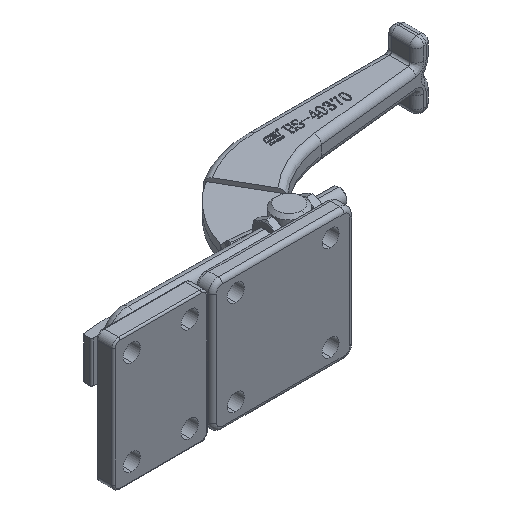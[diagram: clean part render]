
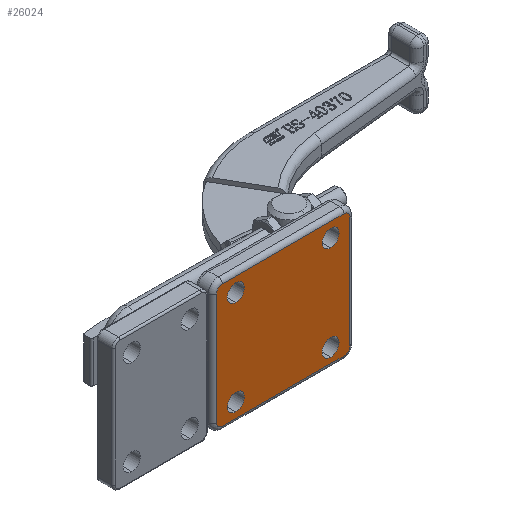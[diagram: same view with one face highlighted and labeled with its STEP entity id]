
A CAD part, isometric view. The second image highlights one B-rep face of the part: STEP entity #26024.
In plain terms, the highlighted planar face has unit normal (0, -1, 0).
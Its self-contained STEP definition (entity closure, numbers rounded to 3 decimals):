
#501 = ORIENTED_EDGE ( 'NONE', *, *, #20981, .F. ) ;
#565 = ORIENTED_EDGE ( 'NONE', *, *, #20922, .F. ) ;
#577 = ORIENTED_EDGE ( 'NONE', *, *, #20930, .T. ) ;
#578 = ORIENTED_EDGE ( 'NONE', *, *, #20931, .T. ) ;
#580 = ORIENTED_EDGE ( 'NONE', *, *, #20920, .F. ) ;
#592 = ORIENTED_EDGE ( 'NONE', *, *, #20985, .F. ) ;
#594 = ORIENTED_EDGE ( 'NONE', *, *, #20989, .F. ) ;
#598 = ORIENTED_EDGE ( 'NONE', *, *, #20921, .F. ) ;
#599 = ORIENTED_EDGE ( 'NONE', *, *, #20992, .F. ) ;
#600 = ORIENTED_EDGE ( 'NONE', *, *, #20925, .T. ) ;
#661 = ORIENTED_EDGE ( 'NONE', *, *, #20926, .T. ) ;
#676 = ORIENTED_EDGE ( 'NONE', *, *, #20924, .T. ) ;
#6361 = DIRECTION ( 'NONE',  ( 0., -1., 0. ) ) ;
#6366 = PLANE ( 'NONE',  #11790 ) ;
#6368 = CARTESIAN_POINT ( 'NONE',  ( 74.765, -10.6, -33.7 ) ) ;
#6370 = DIRECTION ( 'NONE',  ( 0., 0., -1. ) ) ;
#6377 = CARTESIAN_POINT ( 'NONE',  ( -2.235, -10.6, 33.7 ) ) ;
#6382 = CARTESIAN_POINT ( 'NONE',  ( 9.415, -10.6, -23.45 ) ) ;
#6421 = CARTESIAN_POINT ( 'NONE',  ( 9.415, -10.6, 23.45 ) ) ;
#7736 = CARTESIAN_POINT ( 'NONE',  ( 78.265, -10.6, -33.7 ) ) ;
#9340 = CARTESIAN_POINT ( 'NONE',  ( 9.415, -10.6, -33.75 ) ) ;
#9356 = CARTESIAN_POINT ( 'NONE',  ( -2.235, -10.6, -33.7 ) ) ;
#9373 = CARTESIAN_POINT ( 'NONE',  ( 74.765, -10.6, 37.2 ) ) ;
#9381 = CARTESIAN_POINT ( 'NONE',  ( 66.615, -10.6, 23.45 ) ) ;
#9384 = CARTESIAN_POINT ( 'NONE',  ( 66.615, -10.6, -33.75 ) ) ;
#9391 = CARTESIAN_POINT ( 'NONE',  ( 66.615, -10.6, -23.45 ) ) ;
#9434 = CARTESIAN_POINT ( 'NONE',  ( 1.265, -10.6, 37.2 ) ) ;
#9473 = CARTESIAN_POINT ( 'NONE',  ( 74.765, -10.6, -37.2 ) ) ;
#9486 = CARTESIAN_POINT ( 'NONE',  ( 9.415, -10.6, 33.75 ) ) ;
#9504 = CARTESIAN_POINT ( 'NONE',  ( 66.615, -10.6, 33.75 ) ) ;
#9573 = CARTESIAN_POINT ( 'NONE',  ( 78.265, -10.6, 33.7 ) ) ;
#9577 = CARTESIAN_POINT ( 'NONE',  ( 1.265, -10.6, -37.2 ) ) ;
#11790 = AXIS2_PLACEMENT_3D ( 'NONE', #6368, #6361, #6370 ) ;
#12107 = VERTEX_POINT ( 'NONE', #9340 ) ;
#12123 = VERTEX_POINT ( 'NONE', #9356 ) ;
#12140 = VERTEX_POINT ( 'NONE', #9373 ) ;
#12148 = VERTEX_POINT ( 'NONE', #9381 ) ;
#12151 = VERTEX_POINT ( 'NONE', #9384 ) ;
#12158 = VERTEX_POINT ( 'NONE', #9391 ) ;
#12201 = VERTEX_POINT ( 'NONE', #9434 ) ;
#12298 = VERTEX_POINT ( 'NONE', #9473 ) ;
#12306 = VERTEX_POINT ( 'NONE', #9486 ) ;
#12324 = VERTEX_POINT ( 'NONE', #9504 ) ;
#12393 = VERTEX_POINT ( 'NONE', #9573 ) ;
#12397 = VERTEX_POINT ( 'NONE', #9577 ) ;
#12593 = ORIENTED_EDGE ( 'NONE', *, *, #20927, .T. ) ;
#12600 = ORIENTED_EDGE ( 'NONE', *, *, #20929, .T. ) ;
#12611 = ORIENTED_EDGE ( 'NONE', *, *, #20928, .T. ) ;
#12614 = ORIENTED_EDGE ( 'NONE', *, *, #20923, .F. ) ;
#12886 = EDGE_LOOP ( 'NONE', ( #599, #580 ) ) ;
#12916 = EDGE_LOOP ( 'NONE', ( #501, #565 ) ) ;
#12923 = EDGE_LOOP ( 'NONE', ( #578, #577, #12600, #12611, #12593, #661, #600, #676 ) ) ;
#12950 = EDGE_LOOP ( 'NONE', ( #592, #598 ) ) ;
#12953 = EDGE_LOOP ( 'NONE', ( #594, #12614 ) ) ;
#13424 = VERTEX_POINT ( 'NONE', #7736 ) ;
#16827 = CIRCLE ( 'NONE', #23502, 5.15 ) ;
#16833 = CIRCLE ( 'NONE', #23500, 5.15 ) ;
#16835 = CIRCLE ( 'NONE', #23504, 5.15 ) ;
#16836 = CIRCLE ( 'NONE', #23506, 5.15 ) ;
#16837 = CIRCLE ( 'NONE', #23509, 3.5 ) ;
#16838 = LINE ( 'NONE', #25221, #16840 ) ;
#16839 = CIRCLE ( 'NONE', #23511, 3.5 ) ;
#16840 = VECTOR ( 'NONE', #25203, 1000. ) ;
#16841 = LINE ( 'NONE', #25207, #16843 ) ;
#16842 = CIRCLE ( 'NONE', #23513, 3.5 ) ;
#16843 = VECTOR ( 'NONE', #25220, 1000. ) ;
#16844 = LINE ( 'NONE', #25225, #16846 ) ;
#16845 = CIRCLE ( 'NONE', #23515, 3.5 ) ;
#16846 = VECTOR ( 'NONE', #25226, 1000. ) ;
#16847 = LINE ( 'NONE', #25230, #16848 ) ;
#16848 = VECTOR ( 'NONE', #25231, 1000. ) ;
#16914 = CIRCLE ( 'NONE', #23567, 5.15 ) ;
#16920 = CIRCLE ( 'NONE', #23571, 5.15 ) ;
#16926 = CIRCLE ( 'NONE', #23576, 5.15 ) ;
#16937 = CIRCLE ( 'NONE', #23580, 5.15 ) ;
#20435 = FACE_BOUND ( 'NONE', #12950, .T. ) ;
#20437 = FACE_BOUND ( 'NONE', #12916, .T. ) ;
#20439 = FACE_OUTER_BOUND ( 'NONE', #12923, .T. ) ;
#20440 = FACE_BOUND ( 'NONE', #12886, .T. ) ;
#20442 = FACE_BOUND ( 'NONE', #12953, .T. ) ;
#20920 = EDGE_CURVE ( 'NONE', #12107, #27320, #16833, .T. ) ;
#20921 = EDGE_CURVE ( 'NONE', #12148, #12324, #16827, .T. ) ;
#20922 = EDGE_CURVE ( 'NONE', #22930, #12306, #16835, .T. ) ;
#20923 = EDGE_CURVE ( 'NONE', #12151, #12158, #16836, .T. ) ;
#20924 = EDGE_CURVE ( 'NONE', #12298, #13424, #16837, .T. ) ;
#20925 = EDGE_CURVE ( 'NONE', #12397, #12298, #16838, .T. ) ;
#20926 = EDGE_CURVE ( 'NONE', #12123, #12397, #16839, .T. ) ;
#20927 = EDGE_CURVE ( 'NONE', #27322, #12123, #16841, .T. ) ;
#20928 = EDGE_CURVE ( 'NONE', #12201, #27322, #16842, .T. ) ;
#20929 = EDGE_CURVE ( 'NONE', #12140, #12201, #16844, .T. ) ;
#20930 = EDGE_CURVE ( 'NONE', #12393, #12140, #16845, .T. ) ;
#20931 = EDGE_CURVE ( 'NONE', #13424, #12393, #16847, .T. ) ;
#20981 = EDGE_CURVE ( 'NONE', #12306, #22930, #16914, .T. ) ;
#20985 = EDGE_CURVE ( 'NONE', #12324, #12148, #16920, .T. ) ;
#20989 = EDGE_CURVE ( 'NONE', #12158, #12151, #16926, .T. ) ;
#20992 = EDGE_CURVE ( 'NONE', #27320, #12107, #16937, .T. ) ;
#22930 = VERTEX_POINT ( 'NONE', #6421 ) ;
#23500 = AXIS2_PLACEMENT_3D ( 'NONE', #25208, #25209, #25210 ) ;
#23502 = AXIS2_PLACEMENT_3D ( 'NONE', #25211, #25212, #25213 ) ;
#23504 = AXIS2_PLACEMENT_3D ( 'NONE', #25214, #25215, #25216 ) ;
#23506 = AXIS2_PLACEMENT_3D ( 'NONE', #25217, #25218, #25219 ) ;
#23509 = AXIS2_PLACEMENT_3D ( 'NONE', #25222, #25223, #25224 ) ;
#23511 = AXIS2_PLACEMENT_3D ( 'NONE', #25227, #25228, #25229 ) ;
#23513 = AXIS2_PLACEMENT_3D ( 'NONE', #25232, #25233, #25234 ) ;
#23515 = AXIS2_PLACEMENT_3D ( 'NONE', #25237, #25238, #25239 ) ;
#23567 = AXIS2_PLACEMENT_3D ( 'NONE', #25367, #25368, #25369 ) ;
#23571 = AXIS2_PLACEMENT_3D ( 'NONE', #25377, #25378, #25379 ) ;
#23576 = AXIS2_PLACEMENT_3D ( 'NONE', #25386, #25387, #25388 ) ;
#23580 = AXIS2_PLACEMENT_3D ( 'NONE', #25394, #25395, #25396 ) ;
#25203 = DIRECTION ( 'NONE',  ( 1., 0., 0. ) ) ;
#25207 = CARTESIAN_POINT ( 'NONE',  ( -2.235, -10.6, -33.7 ) ) ;
#25208 = CARTESIAN_POINT ( 'NONE',  ( 9.415, -10.6, -28.6 ) ) ;
#25209 = DIRECTION ( 'NONE',  ( 0., -1., 0. ) ) ;
#25210 = DIRECTION ( 'NONE',  ( 0., 0., -1. ) ) ;
#25211 = CARTESIAN_POINT ( 'NONE',  ( 66.615, -10.6, 28.6 ) ) ;
#25212 = DIRECTION ( 'NONE',  ( 0., -1., 0. ) ) ;
#25213 = DIRECTION ( 'NONE',  ( 0., 0., -1. ) ) ;
#25214 = CARTESIAN_POINT ( 'NONE',  ( 9.415, -10.6, 28.6 ) ) ;
#25215 = DIRECTION ( 'NONE',  ( 0., -1., 0. ) ) ;
#25216 = DIRECTION ( 'NONE',  ( 0., 0., -1. ) ) ;
#25217 = CARTESIAN_POINT ( 'NONE',  ( 66.615, -10.6, -28.6 ) ) ;
#25218 = DIRECTION ( 'NONE',  ( 0., -1., 0. ) ) ;
#25219 = DIRECTION ( 'NONE',  ( 0., 0., -1. ) ) ;
#25220 = DIRECTION ( 'NONE',  ( 0., 0., -1. ) ) ;
#25221 = CARTESIAN_POINT ( 'NONE',  ( 74.765, -10.6, -37.2 ) ) ;
#25222 = CARTESIAN_POINT ( 'NONE',  ( 74.765, -10.6, -33.7 ) ) ;
#25223 = DIRECTION ( 'NONE',  ( 0., -1., 0. ) ) ;
#25224 = DIRECTION ( 'NONE',  ( 0., 0., -1. ) ) ;
#25225 = CARTESIAN_POINT ( 'NONE',  ( 1.265, -10.6, 37.2 ) ) ;
#25226 = DIRECTION ( 'NONE',  ( -1., 0., 0. ) ) ;
#25227 = CARTESIAN_POINT ( 'NONE',  ( 1.265, -10.6, -33.7 ) ) ;
#25228 = DIRECTION ( 'NONE',  ( 0., -1., 0. ) ) ;
#25229 = DIRECTION ( 'NONE',  ( 0., 0., -1. ) ) ;
#25230 = CARTESIAN_POINT ( 'NONE',  ( 78.265, -10.6, 33.7 ) ) ;
#25231 = DIRECTION ( 'NONE',  ( 0., 0., 1. ) ) ;
#25232 = CARTESIAN_POINT ( 'NONE',  ( 1.265, -10.6, 33.7 ) ) ;
#25233 = DIRECTION ( 'NONE',  ( 0., -1., 0. ) ) ;
#25234 = DIRECTION ( 'NONE',  ( 0., 0., -1. ) ) ;
#25237 = CARTESIAN_POINT ( 'NONE',  ( 74.765, -10.6, 33.7 ) ) ;
#25238 = DIRECTION ( 'NONE',  ( 0., -1., 0. ) ) ;
#25239 = DIRECTION ( 'NONE',  ( 0., 0., -1. ) ) ;
#25367 = CARTESIAN_POINT ( 'NONE',  ( 9.415, -10.6, 28.6 ) ) ;
#25368 = DIRECTION ( 'NONE',  ( 0., -1., 0. ) ) ;
#25369 = DIRECTION ( 'NONE',  ( 0., 0., -1. ) ) ;
#25377 = CARTESIAN_POINT ( 'NONE',  ( 66.615, -10.6, 28.6 ) ) ;
#25378 = DIRECTION ( 'NONE',  ( 0., -1., 0. ) ) ;
#25379 = DIRECTION ( 'NONE',  ( 0., 0., -1. ) ) ;
#25386 = CARTESIAN_POINT ( 'NONE',  ( 66.615, -10.6, -28.6 ) ) ;
#25387 = DIRECTION ( 'NONE',  ( 0., -1., 0. ) ) ;
#25388 = DIRECTION ( 'NONE',  ( 0., 0., -1. ) ) ;
#25394 = CARTESIAN_POINT ( 'NONE',  ( 9.415, -10.6, -28.6 ) ) ;
#25395 = DIRECTION ( 'NONE',  ( 0., -1., 0. ) ) ;
#25396 = DIRECTION ( 'NONE',  ( 0., 0., -1. ) ) ;
#26024 = ADVANCED_FACE ( 'NONE', ( #20439, #20442, #20437, #20435, #20440 ), #6366, .T. ) ;
#27320 = VERTEX_POINT ( 'NONE', #6382 ) ;
#27322 = VERTEX_POINT ( 'NONE', #6377 ) ;
